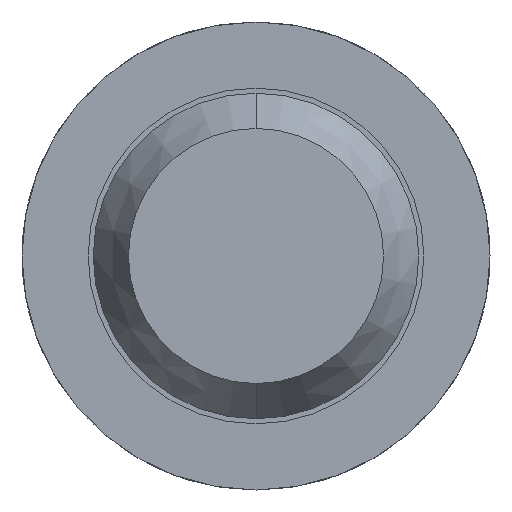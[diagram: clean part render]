
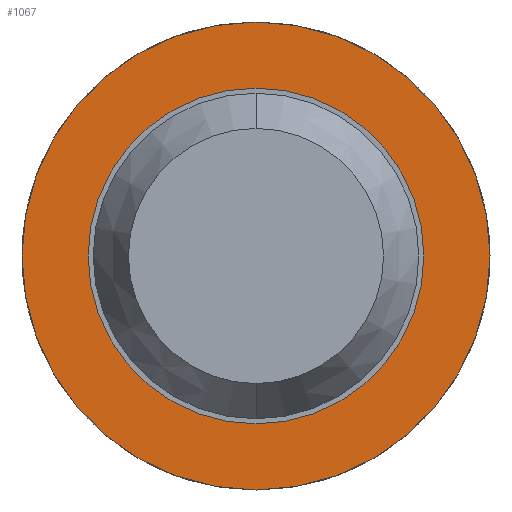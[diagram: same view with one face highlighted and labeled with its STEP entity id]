
A CAD part, front view. The second image highlights one B-rep face of the part: STEP entity #1067.
In plain terms, the highlighted planar face has unit normal (0, -1, 0).
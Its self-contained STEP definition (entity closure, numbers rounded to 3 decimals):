
#156 = DIRECTION ( 'NONE',  ( 0., 1., 0. ) ) ;
#255 = DIRECTION ( 'NONE',  ( 0., 1., 0. ) ) ;
#366 = CARTESIAN_POINT ( 'NONE',  ( 0., -1.7, 1.15 ) ) ;
#422 = EDGE_CURVE ( 'Defeature ausgef�hrt2_7+Defeature ausgef�hrt2_6+Defeature ausgef�hrt2_6+Defeature ausgef�hrt2_6', #2526, #1643, #1630, .T. ) ;
#579 = AXIS2_PLACEMENT_3D ( 'NONE', #1368, #1644, #2741 ) ;
#603 = VERTEX_POINT ( 'NONE', #366 ) ;
#613 = ORIENTED_EDGE ( 'NONE', *, *, #2096, .F. ) ;
#622 = EDGE_LOOP ( 'NONE', ( #1425, #613 ) ) ;
#733 = DIRECTION ( 'NONE',  ( 0., 0., 1. ) ) ;
#827 = DIRECTION ( 'NONE',  ( 0., 0., 1. ) ) ;
#959 = EDGE_LOOP ( 'NONE', ( #2912, #1858 ) ) ;
#1067 = ADVANCED_FACE ( 'Defeature ausgef�hrt2_7', ( #2975, #3538 ), #1073, .F. ) ;
#1073 = PLANE ( 'NONE',  #1592 ) ;
#1080 = CARTESIAN_POINT ( 'NONE',  ( 0., -1.7, -0.825 ) ) ;
#1127 = CARTESIAN_POINT ( 'NONE',  ( 0., -1.7, -1.15 ) ) ;
#1368 = CARTESIAN_POINT ( 'NONE',  ( 0., -1.7, 0. ) ) ;
#1374 = CIRCLE ( 'NONE', #3387, 1.15 ) ;
#1388 = EDGE_CURVE ( 'Defeature ausgef�hrt2_7+Defeature ausgef�hrt2_6+Defeature ausgef�hrt2_6+Defeature ausgef�hrt2_6', #1643, #2526, #1549, .T. ) ;
#1425 = ORIENTED_EDGE ( 'NONE', *, *, #2028, .F. ) ;
#1549 = CIRCLE ( 'NONE', #3037, 0.825 ) ;
#1592 = AXIS2_PLACEMENT_3D ( 'NONE', #2188, #3305, #2461 ) ;
#1630 = CIRCLE ( 'NONE', #2829, 0.825 ) ;
#1643 = VERTEX_POINT ( 'NONE', #3438 ) ;
#1644 = DIRECTION ( 'NONE',  ( 0., 1., 0. ) ) ;
#1825 = CARTESIAN_POINT ( 'NONE',  ( 0., -1.7, 0. ) ) ;
#1828 = VERTEX_POINT ( 'NONE', #1127 ) ;
#1858 = ORIENTED_EDGE ( 'NONE', *, *, #422, .T. ) ;
#2028 = EDGE_CURVE ( 'Defeature ausgef�hrt2_0+Defeature ausgef�hrt2_7+Defeature ausgef�hrt2_7+Defeature ausgef�hrt2_7', #603, #1828, #1374, .T. ) ;
#2096 = EDGE_CURVE ( 'Defeature ausgef�hrt2_0+Defeature ausgef�hrt2_7+Defeature ausgef�hrt2_7+Defeature ausgef�hrt2_7', #1828, #603, #3543, .T. ) ;
#2188 = CARTESIAN_POINT ( 'NONE',  ( 0.825, -1.7, 0. ) ) ;
#2390 = CARTESIAN_POINT ( 'NONE',  ( 0., -1.7, 0. ) ) ;
#2461 = DIRECTION ( 'NONE',  ( 0., 0., 1. ) ) ;
#2526 = VERTEX_POINT ( 'NONE', #1080 ) ;
#2675 = DIRECTION ( 'NONE',  ( 0., 1., 0. ) ) ;
#2741 = DIRECTION ( 'NONE',  ( 0., 0., 1. ) ) ;
#2829 = AXIS2_PLACEMENT_3D ( 'NONE', #1825, #156, #733 ) ;
#2912 = ORIENTED_EDGE ( 'NONE', *, *, #1388, .T. ) ;
#2975 = FACE_OUTER_BOUND ( 'NONE', #622, .T. ) ;
#3037 = AXIS2_PLACEMENT_3D ( 'NONE', #3370, #255, #827 ) ;
#3305 = DIRECTION ( 'NONE',  ( 0., 1., 0. ) ) ;
#3370 = CARTESIAN_POINT ( 'NONE',  ( 0., -1.7, 0. ) ) ;
#3387 = AXIS2_PLACEMENT_3D ( 'NONE', #2390, #2675, #3512 ) ;
#3438 = CARTESIAN_POINT ( 'NONE',  ( 0., -1.7, 0.825 ) ) ;
#3512 = DIRECTION ( 'NONE',  ( 0., 0., 1. ) ) ;
#3538 = FACE_BOUND ( 'NONE', #959, .T. ) ;
#3543 = CIRCLE ( 'NONE', #579, 1.15 ) ;
